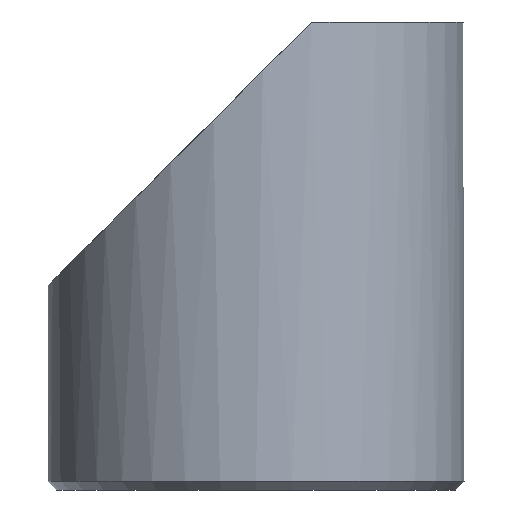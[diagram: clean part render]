
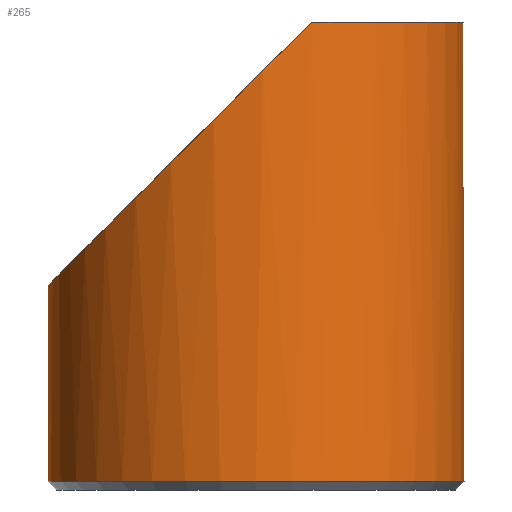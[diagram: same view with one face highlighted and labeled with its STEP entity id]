
A CAD part, front view. The second image highlights one B-rep face of the part: STEP entity #265.
In plain terms, the highlighted cylindrical face has radius 12 mm (diameter 24 mm), a full revolution.
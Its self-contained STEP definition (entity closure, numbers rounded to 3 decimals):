
#18=ELLIPSE('',#305,16.971,12.);
#19=ELLIPSE('',#306,16.971,12.);
#25=CYLINDRICAL_SURFACE('',#308,12.);
#45=FACE_OUTER_BOUND('',#65,.T.);
#65=EDGE_LOOP('',(#207,#208,#209,#210,#211,#212));
#84=LINE('',#463,#99);
#99=VECTOR('',#374,12.);
#114=CIRCLE('',#309,12.);
#115=CIRCLE('',#310,12.);
#131=VERTEX_POINT('',#452);
#132=VERTEX_POINT('',#454);
#133=VERTEX_POINT('',#456);
#135=VERTEX_POINT('',#462);
#158=EDGE_CURVE('',#132,#131,#18,.T.);
#159=EDGE_CURVE('',#133,#132,#19,.T.);
#162=EDGE_CURVE('',#132,#135,#84,.T.);
#163=EDGE_CURVE('',#135,#135,#114,.T.);
#164=EDGE_CURVE('',#133,#131,#115,.T.);
#207=ORIENTED_EDGE('',*,*,#159,.T.);
#208=ORIENTED_EDGE('',*,*,#162,.T.);
#209=ORIENTED_EDGE('',*,*,#163,.F.);
#210=ORIENTED_EDGE('',*,*,#162,.F.);
#211=ORIENTED_EDGE('',*,*,#158,.T.);
#212=ORIENTED_EDGE('',*,*,#164,.F.);
#265=ADVANCED_FACE('',(#45),#25,.T.);
#305=AXIS2_PLACEMENT_3D('',#455,#365,#366);
#306=AXIS2_PLACEMENT_3D('',#457,#367,#368);
#308=AXIS2_PLACEMENT_3D('',#461,#372,#373);
#309=AXIS2_PLACEMENT_3D('',#464,#375,#376);
#310=AXIS2_PLACEMENT_3D('',#465,#377,#378);
#365=DIRECTION('center_axis',(0.707,0.,-0.707));
#366=DIRECTION('ref_axis',(0.707,0.,0.707));
#367=DIRECTION('center_axis',(0.707,0.,-0.707));
#368=DIRECTION('ref_axis',(0.707,0.,0.707));
#372=DIRECTION('center_axis',(0.,0.,1.));
#373=DIRECTION('ref_axis',(1.,0.,0.));
#374=DIRECTION('',(0.,0.,-1.));
#375=DIRECTION('center_axis',(0.,0.,-1.));
#376=DIRECTION('ref_axis',(1.,0.,0.));
#377=DIRECTION('center_axis',(0.,0.,1.));
#378=DIRECTION('ref_axis',(1.,0.,0.));
#452=CARTESIAN_POINT('',(3.208,11.563,27.));
#454=CARTESIAN_POINT('',(-12.,0.,11.792));
#455=CARTESIAN_POINT('Origin',(0.,0.,23.792));
#456=CARTESIAN_POINT('',(3.208,-11.563,27.));
#457=CARTESIAN_POINT('Origin',(0.,0.,23.792));
#461=CARTESIAN_POINT('Origin',(0.,0.,0.));
#462=CARTESIAN_POINT('',(-12.,0.,0.5));
#463=CARTESIAN_POINT('',(-12.,0.,0.));
#464=CARTESIAN_POINT('Origin',(0.,0.,0.5));
#465=CARTESIAN_POINT('Origin',(0.,0.,27.));
